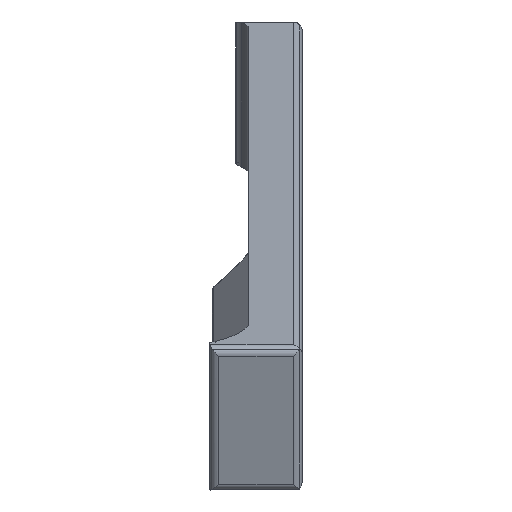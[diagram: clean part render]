
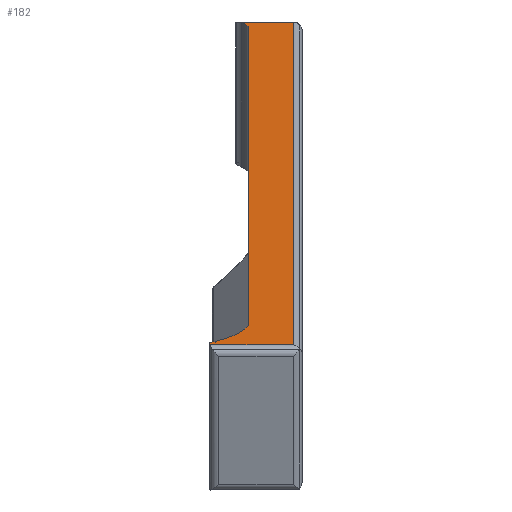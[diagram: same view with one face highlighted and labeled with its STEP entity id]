
A CAD part, front view. The second image highlights one B-rep face of the part: STEP entity #182.
In plain terms, the highlighted planar face has unit normal (0, -0.342, 0.94).
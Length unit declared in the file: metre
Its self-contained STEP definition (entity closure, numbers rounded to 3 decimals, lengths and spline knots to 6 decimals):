
#182=ADVANCED_FACE('0:251',(#467),#468,.T.);
#467=FACE_OUTER_BOUND('',#2491,.T.);
#468=PLANE('',#2492);
#2491=EDGE_LOOP('',(#3530,#3531,#3532,#3533,#3534,#3535,#3536,#3537));
#2492=AXIS2_PLACEMENT_3D('',#3538,#3539,#3540);
#3530=ORIENTED_EDGE('',*,*,#3986,.F.);
#3531=ORIENTED_EDGE('',*,*,#3994,.F.);
#3532=ORIENTED_EDGE('',*,*,#3675,.F.);
#3533=ORIENTED_EDGE('',*,*,#3879,.T.);
#3534=ORIENTED_EDGE('',*,*,#3995,.F.);
#3535=ORIENTED_EDGE('',*,*,#3679,.F.);
#3536=ORIENTED_EDGE('',*,*,#3996,.F.);
#3537=ORIENTED_EDGE('',*,*,#3713,.F.);
#3538=CARTESIAN_POINT('',(0.032521,-0.004781,-0.045222));
#3539=DIRECTION('',(0.,-0.342,0.94));
#3540=DIRECTION('',(0.,0.94,0.342));
#3675=EDGE_CURVE('0:857',#4044,#4040,#4046,.T.);
#3679=EDGE_CURVE('0:860',#4052,#4048,#4054,.T.);
#3713=EDGE_CURVE('0:812',#4111,#4113,#4114,.T.);
#3879=EDGE_CURVE('0:350',#4044,#4407,#4409,.T.);
#3986=EDGE_CURVE('0:821',#4082,#4111,#4546,.T.);
#3994=EDGE_CURVE('0:854',#4040,#4082,#4556,.T.);
#3995=EDGE_CURVE('0:860',#4048,#4407,#4557,.T.);
#3996=EDGE_CURVE('0:863',#4113,#4052,#4558,.T.);
#4040=VERTEX_POINT('',#4612);
#4044=VERTEX_POINT('',#4617);
#4046=CIRCLE('',#4620,0.0053);
#4048=VERTEX_POINT('',#4622);
#4052=VERTEX_POINT('',#4627);
#4054=CIRCLE('',#4630,0.0135);
#4082=VERTEX_POINT('',#4700);
#4111=VERTEX_POINT('',#4736);
#4113=VERTEX_POINT('',#4738);
#4114=LINE('',#4739,#4740);
#4407=VERTEX_POINT('',#5176);
#4409=LINE('',#5179,#5180);
#4546=LINE('',#5375,#5376);
#4556=LINE('',#5389,#5390);
#4557=CIRCLE('',#5391,0.0135);
#4558=LINE('',#5392,#5393);
#4612=CARTESIAN_POINT('',(0.022399,0.068844,-0.018425));
#4617=CARTESIAN_POINT('',(0.023521,0.066908,-0.019129));
#4620=AXIS2_PLACEMENT_3D('',#5483,#5484,#5485);
#4622=CARTESIAN_POINT('',(0.018021,-0.078086,-0.071903));
#4627=CARTESIAN_POINT('',(0.017021,-0.078668,-0.072114));
#4630=AXIS2_PLACEMENT_3D('',#5491,#5492,#5493);
#4700=CARTESIAN_POINT('',(0.031021,0.068844,-0.018425));
#4736=CARTESIAN_POINT('',(0.031021,-0.079609,-0.072457));
#4738=CARTESIAN_POINT('',(0.017021,-0.079609,-0.072457));
#4739=CARTESIAN_POINT('',(0.032521,-0.079609,-0.072457));
#4740=VECTOR('',#5558,1.0);
#5176=CARTESIAN_POINT('',(0.023521,-0.070666,-0.069202));
#5179=CARTESIAN_POINT('',(0.023521,-0.005082,-0.045331));
#5180=VECTOR('',#5888,1.0);
#5375=CARTESIAN_POINT('',(0.031021,-0.005082,-0.045331));
#5376=VECTOR('',#6127,1.0);
#5389=CARTESIAN_POINT('',(0.032521,0.068844,-0.018425));
#5390=VECTOR('',#6143,1.0);
#5391=AXIS2_PLACEMENT_3D('',#6144,#6145,#6146);
#5392=CARTESIAN_POINT('',(0.017021,-0.079609,-0.072457));
#5393=VECTOR('',#6147,1.);
#5483=CARTESIAN_POINT('',(0.018421,0.065553,-0.019622));
#5484=DIRECTION('',(0.,-0.342,0.94));
#5485=DIRECTION('',(0.751,0.621,0.226));
#5491=CARTESIAN_POINT('',(0.010421,-0.067601,-0.068087));
#5492=DIRECTION('',(0.,-0.342,0.94));
#5493=DIRECTION('',(0.563,-0.777,-0.283));
#5558=DIRECTION('',(-1.0,0.,0.));
#5888=DIRECTION('',(0.,-0.94,-0.342));
#6127=DIRECTION('',(0.,-0.94,-0.342));
#6143=DIRECTION('',(1.0,0.,0.));
#6144=CARTESIAN_POINT('',(0.010421,-0.067601,-0.068087));
#6145=DIRECTION('',(0.,-0.342,0.94));
#6146=DIRECTION('',(0.563,-0.777,-0.283));
#6147=DIRECTION('',(0.,0.94,0.342));
